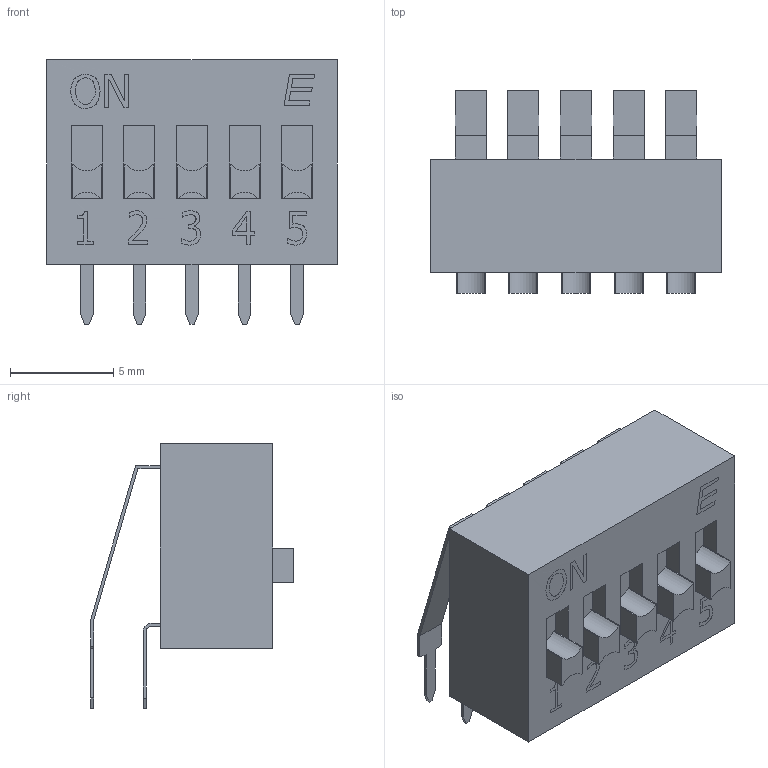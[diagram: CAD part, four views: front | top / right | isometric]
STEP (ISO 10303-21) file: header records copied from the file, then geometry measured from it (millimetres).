
FILE_DESCRIPTION(/* description */ (''),/* implementation_level */ '2;1');
FILE_NAME(/* name */ 'KAS2105E.step',/* time_stamp */ '2020-09-23T21:16:35+02:00',/* author */ (''),/* organization */ (''),/* preprocessor_version */ 'ST-DEVELOPER v18.1',/* originating_system */ 'Autodesk Translation Framework v9.3.0.1241',/* authorisation */ '');
FILE_SCHEMA (('AUTOMOTIVE_DESIGN { 1 0 10303 214 3 1 1 }'));
Length unit declared in the file: inch
Products named in the file (1): (Unsaved)
Bounding box: 14.06 x 9.81 x 12.8 mm (x, y, z)
Volume: 709.4 mm3; surface area: 911.9 mm2
Topology: 1 solids, 11 shells, 301 faces, 866 edges, 618 vertices
Faces by surface type: plane 281, cylinder 20
Entity records: 9957 total; most frequent: CARTESIAN_POINT 1975, ORIENTED_EDGE 1732, DIRECTION 1455, EDGE_CURVE 866, LINE 771, VECTOR 771, VERTEX_POINT 618, AXIS2_PLACEMENT_3D 342
